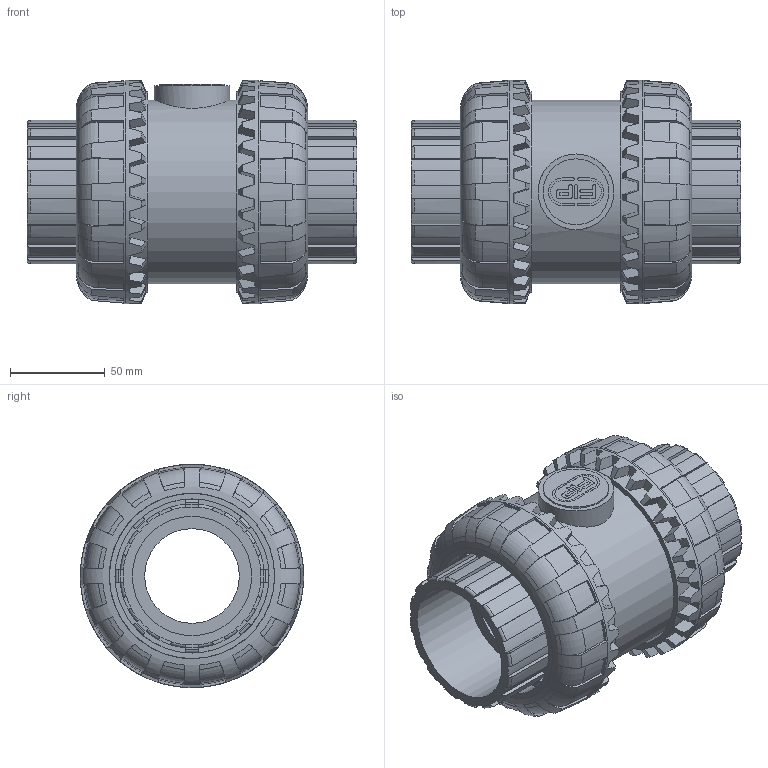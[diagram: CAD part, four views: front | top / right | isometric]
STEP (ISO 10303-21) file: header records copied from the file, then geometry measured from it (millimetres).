
FILE_DESCRIPTION(/* description */ (''),/* implementation_level */ '2;1');
FILE_NAME(/* name */ 'SXEIV063E.iam.stp',/* time_stamp */ '2013-10-01T10:25:36+02:00',/* author */ ('bfaro'),/* organization */ (''),/* preprocessor_version */ 'ST-DEVELOPER v15.2',/* originating_system */ 'Autodesk Inventor 2014',/* authorisation */ '');
FILE_SCHEMA (('AUTOMOTIVE_DESIGN { 1 0 10303 214 3 1 1 }'));
Length unit declared in the file: millimetre
Products named in the file (5): corpo valvola VEE 63; NTVXE063V; ENDIV063; Piastrina 63; SXEIV063E
Bounding box: 174 x 117.94 x 117.94 mm (x, y, z)
Volume: 751586.3 mm3; surface area: 186364.8 mm2
Topology: 6 solids, 6 shells, 763 faces, 2209 edges, 1473 vertices
Faces by surface type: plane 424, cone 156, torus 98, cylinder 85
Full cylindrical faces by diameter (mm): 34.8 x1, 40 x1, 50 x2, 63 x3, 76 x2, 81.4 x2, 90.1 x2, 96.3 x2, 97 x1, 99.8 x2
Entity records: 14476 total; most frequent: CARTESIAN_POINT 3991, ORIENTED_EDGE 2304, DIRECTION 2188, EDGE_CURVE 1152, AXIS2_PLACEMENT_3D 923, VERTEX_POINT 776, EDGE_LOOP 444, ADVANCED_FACE 411
